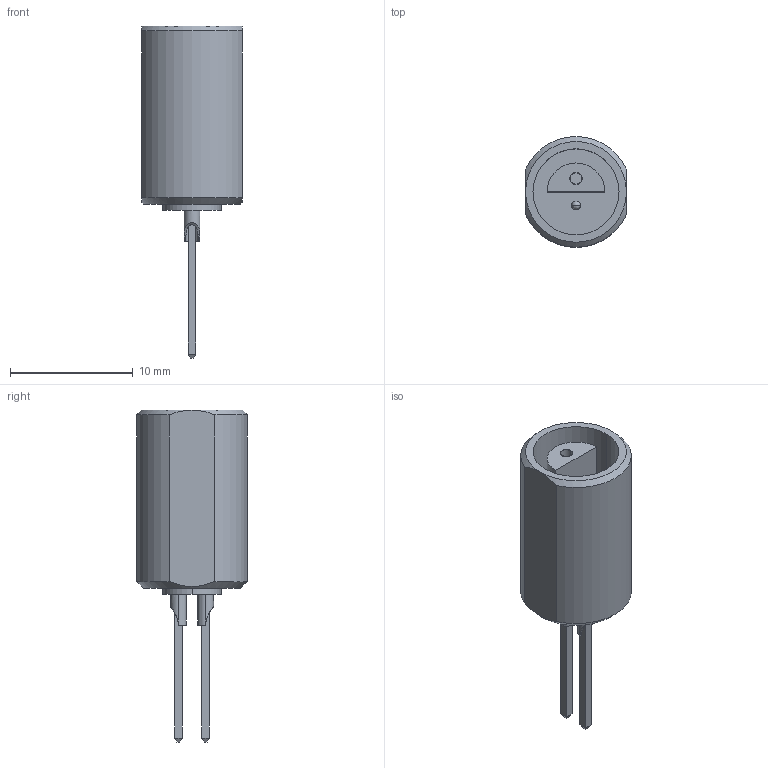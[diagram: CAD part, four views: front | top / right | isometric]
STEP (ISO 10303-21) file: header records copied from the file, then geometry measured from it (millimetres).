
FILE_DESCRIPTION((''),'2;1');
FILE_NAME('LEMO_EDA-02835-V1-0_Part1.stp','2013-09-19T14:30:50',(''),(''),'Mechanical Desktop 2011','Mechanical Desktop 2011',', , ');
FILE_SCHEMA(('AUTOMOTIVE_DESIGN { 1 2 10303 214 1 1 1 1 }'));
Length unit declared in the file: millimetre
Products named in the file (1): Product
Bounding box: 8.2 x 9 x 27 mm (x, y, z)
Volume: 661.7 mm3; surface area: 1014.2 mm2
Topology: 9 solids, 9 shells, 76 faces, 154 edges, 93 vertices
Faces by surface type: plane 44, cylinder 22, bspline 8, sphere 2
Entity records: 2289 total; most frequent: CARTESIAN_POINT 660, DIRECTION 324, ORIENTED_EDGE 304, EDGE_CURVE 152, AXIS2_PLACEMENT_3D 117, VERTEX_POINT 93, VECTOR 90, LINE 90
